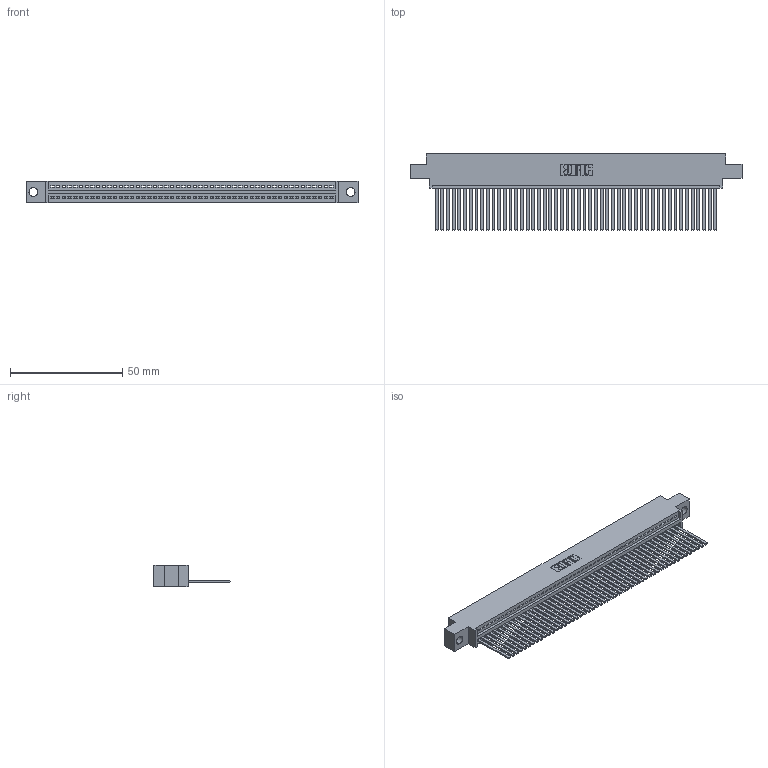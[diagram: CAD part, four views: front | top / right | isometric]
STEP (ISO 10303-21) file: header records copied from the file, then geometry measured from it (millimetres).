
FILE_DESCRIPTION (( 'STEP AP203' ), '1' );
FILE_NAME ('395-050-544-604.STEP', '2018-11-20T09:33:35', ( '' ), ( '' ), 'SwSTEP 2.0', 'SolidWorks 2016', '' );
FILE_SCHEMA (( 'CONFIG_CONTROL_DESIGN' ));
Length unit declared in the file: inch
Products named in the file (3): 345-292-001_345-293-144; 395-050-544-604; 345 Part_0.170 Offset - 0.156 Dia-TH
Assembly tree (51 placements, depth 2):
  395-050-544-604
    345 Part_0.170 Offset - 0.156 Dia-TH
    345-292-001_345-293-144  x50
Bounding box: 148.21 x 33.96 x 9.4 mm (x, y, z)
Volume: 14520.4 mm3; surface area: 21078.8 mm2
Topology: 51 solids, 51 shells, 2730 faces, 8253 edges, 5434 vertices
Faces by surface type: plane 1884, cylinder 846
Entity records: 36505 total; most frequent: CARTESIAN_POINT 6330, ORIENTED_EDGE 6314, DIRECTION 5513, EDGE_CURVE 3157, VECTOR 2829, LINE 2829, VERTEX_POINT 2102, AXIS2_PLACEMENT_3D 1342
